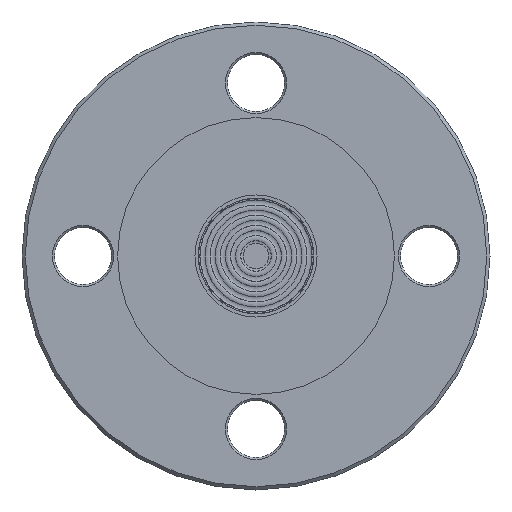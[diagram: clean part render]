
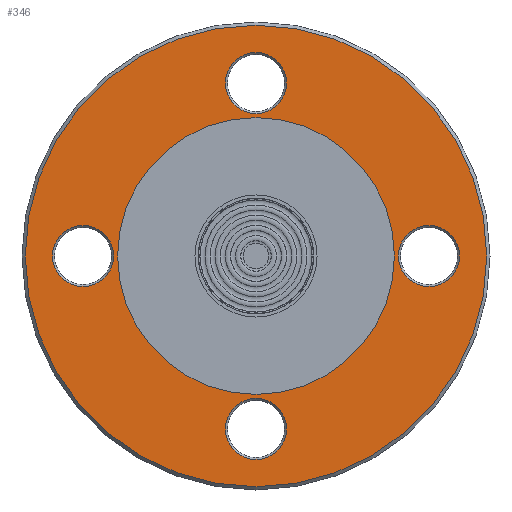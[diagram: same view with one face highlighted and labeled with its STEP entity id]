
A CAD part, front view. The second image highlights one B-rep face of the part: STEP entity #346.
In plain terms, the highlighted planar face has unit normal (0, -1, 0).
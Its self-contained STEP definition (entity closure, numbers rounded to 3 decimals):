
#271=CARTESIAN_POINT('',(35.0,-0.2,0.));
#272=VERTEX_POINT('',#271);
#273=CARTESIAN_POINT('',(42.5,-0.2,0.0));
#274=DIRECTION('',(0.0,-1.0,0.0));
#275=DIRECTION('',(1.0,0.0,0.0));
#276=AXIS2_PLACEMENT_3D('',#273,#274,#275);
#277=CIRCLE('',#276,7.5);
#278=EDGE_CURVE('',#272,#272,#277,.T.);
#283=CARTESIAN_POINT('',(34.25,-0.2,0.0));
#284=DIRECTION('',(0.0,-1.0,0.0));
#285=DIRECTION('',(0.0,0.0,-1.0));
#286=AXIS2_PLACEMENT_3D('',#283,#284,#285);
#287=PLANE('',#286);
#288=CARTESIAN_POINT('',(56.7,-0.2,0.0));
#289=VERTEX_POINT('',#288);
#290=CARTESIAN_POINT('',(0.0,-0.2,0.0));
#291=DIRECTION('',(0.0,-1.0,0.0));
#292=DIRECTION('',(1.0,0.0,0.0));
#293=AXIS2_PLACEMENT_3D('',#290,#291,#292);
#294=CIRCLE('',#293,56.7);
#295=EDGE_CURVE('',#289,#289,#294,.T.);
#296=ORIENTED_EDGE('',*,*,#295,.T.);
#297=EDGE_LOOP('',(#296));
#298=FACE_OUTER_BOUND('',#297,.T.);
#299=CARTESIAN_POINT('',(-7.5,-0.2,42.5));
#300=VERTEX_POINT('',#299);
#301=CARTESIAN_POINT('',(0.0,-0.2,42.5));
#302=DIRECTION('',(0.0,-1.0,0.0));
#303=DIRECTION('',(1.0,0.0,0.0));
#304=AXIS2_PLACEMENT_3D('',#301,#302,#303);
#305=CIRCLE('',#304,7.5);
#306=EDGE_CURVE('',#300,#300,#305,.T.);
#307=ORIENTED_EDGE('',*,*,#306,.F.);
#308=EDGE_LOOP('',(#307));
#309=FACE_BOUND('',#308,.T.);
#310=CARTESIAN_POINT('',(-50.0,-0.2,0.));
#311=VERTEX_POINT('',#310);
#312=CARTESIAN_POINT('',(-42.5,-0.2,0.0));
#313=DIRECTION('',(0.0,-1.0,0.0));
#314=DIRECTION('',(1.0,0.0,0.0));
#315=AXIS2_PLACEMENT_3D('',#312,#313,#314);
#316=CIRCLE('',#315,7.5);
#317=EDGE_CURVE('',#311,#311,#316,.T.);
#318=ORIENTED_EDGE('',*,*,#317,.F.);
#319=EDGE_LOOP('',(#318));
#320=FACE_BOUND('',#319,.T.);
#321=CARTESIAN_POINT('',(34.0,-0.2,0.0));
#322=VERTEX_POINT('',#321);
#323=CARTESIAN_POINT('',(0.0,-0.2,0.0));
#324=DIRECTION('',(0.0,-1.0,0.0));
#325=DIRECTION('',(1.0,0.0,0.0));
#326=AXIS2_PLACEMENT_3D('',#323,#324,#325);
#327=CIRCLE('',#326,34.0);
#328=EDGE_CURVE('',#322,#322,#327,.T.);
#329=ORIENTED_EDGE('',*,*,#328,.F.);
#330=EDGE_LOOP('',(#329));
#331=FACE_BOUND('',#330,.T.);
#332=CARTESIAN_POINT('',(-7.5,-0.2,-42.5));
#333=VERTEX_POINT('',#332);
#334=CARTESIAN_POINT('',(0.0,-0.2,-42.5));
#335=DIRECTION('',(0.0,-1.0,0.0));
#336=DIRECTION('',(1.0,0.0,0.0));
#337=AXIS2_PLACEMENT_3D('',#334,#335,#336);
#338=CIRCLE('',#337,7.5);
#339=EDGE_CURVE('',#333,#333,#338,.T.);
#340=ORIENTED_EDGE('',*,*,#339,.F.);
#341=EDGE_LOOP('',(#340));
#342=FACE_BOUND('',#341,.T.);
#343=ORIENTED_EDGE('',*,*,#278,.F.);
#344=EDGE_LOOP('',(#343));
#345=FACE_BOUND('',#344,.T.);
#346=ADVANCED_FACE('',(#298,#309,#320,#331,#342,#345),#287,.T.);
